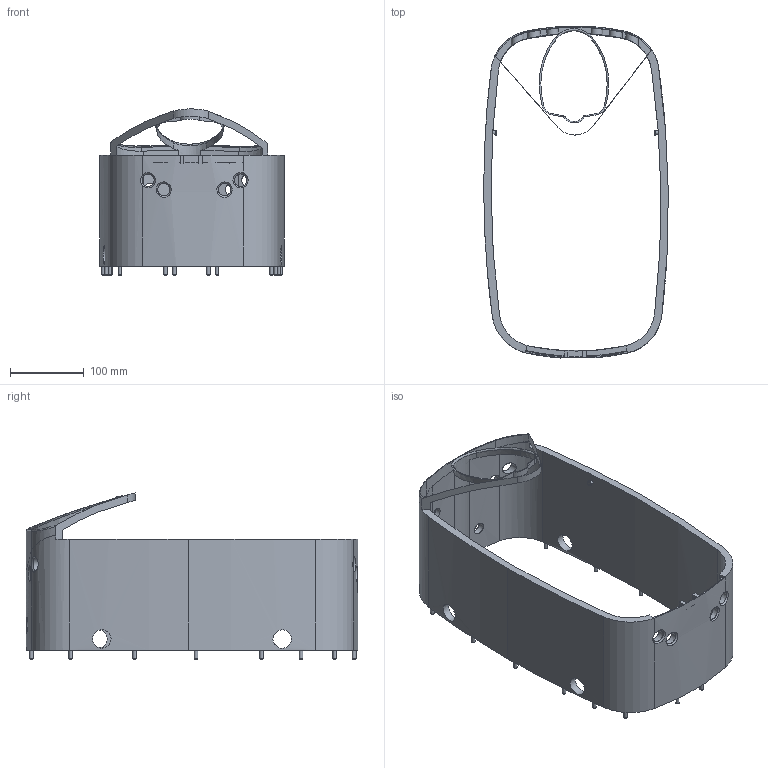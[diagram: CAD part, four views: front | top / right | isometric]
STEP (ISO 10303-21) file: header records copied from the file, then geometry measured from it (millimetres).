
FILE_DESCRIPTION(('HOOPS Exchange Step'),'2;1');
FILE_NAME('temp_export','2022-08-23T18:44:07+02:00',('asadu'),('Shapr3D Limited'),'HOOPS Exchange 2022.0','Shapr3D','Authorized');
FILE_SCHEMA( ('AP242_MANAGED_MODEL_BASED_3D_ENGINEERING_MIM_LF {1 0 10303 442 1 1 4 }') );
Length unit declared in the file: millimetre
Products named in the file (2): lower Body; root
Assembly tree (1 placements, depth 2):
  root
    lower Body
Bounding box: 249.98 x 449.22 x 224.92 mm (x, y, z)
Surface area: 399133.5 mm2 (no closed solid volume)
Topology: 0 solids, 1 shells, 168 faces, 462 edges, 308 vertices
Faces by surface type: cylinder 67, bspline 51, plane 32, cone 15, torus 3
Full cylindrical faces by diameter (mm): 5 x17, 7 x2, 15.7 x2, 17.2 x4, 25 x4
Entity records: 24464 total; most frequent: CARTESIAN_POINT 20391, ORIENTED_EDGE 924, DIRECTION 640, EDGE_CURVE 462, VERTEX_POINT 308, AXIS2_PLACEMENT_3D 263, EDGE_LOOP 220, FACE_BOUND 220
